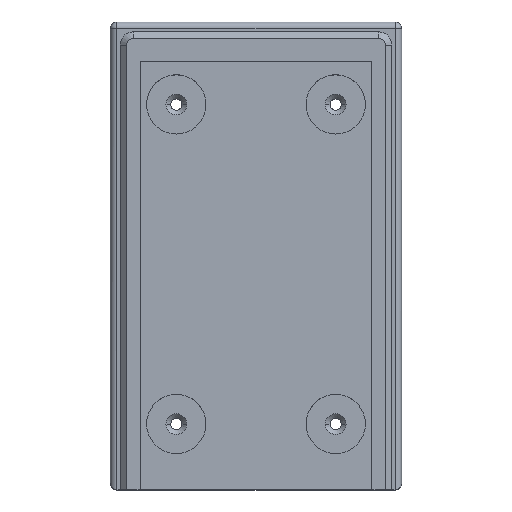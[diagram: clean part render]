
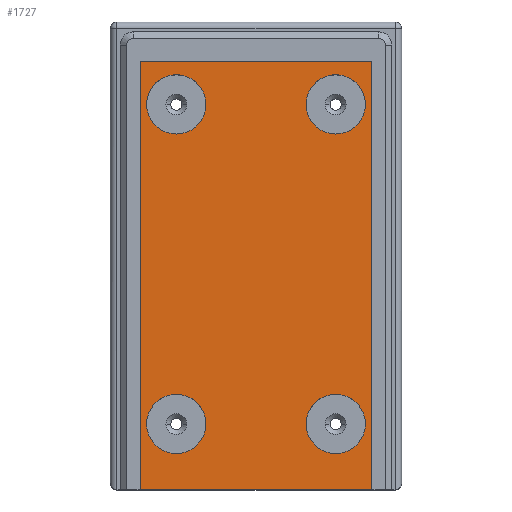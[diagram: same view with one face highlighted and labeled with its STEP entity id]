
A CAD part, top view. The second image highlights one B-rep face of the part: STEP entity #1727.
In plain terms, the highlighted planar face has unit normal (0, 0, 1).
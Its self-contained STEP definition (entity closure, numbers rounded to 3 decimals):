
#2 = CARTESIAN_POINT ( 'NONE',  ( 38.2, 137.964, 0. ) ) ;
#17 = AXIS2_PLACEMENT_3D ( 'NONE', #1410, #2143, #111 ) ;
#41 = ORIENTED_EDGE ( 'NONE', *, *, #110, .F. ) ;
#110 = EDGE_CURVE ( 'NONE', #2405, #430, #1496, .T. ) ;
#111 = DIRECTION ( 'NONE',  ( 1., 0., 0. ) ) ;
#145 = FACE_BOUND ( 'NONE', #2044, .T. ) ;
#146 = CARTESIAN_POINT ( 'NONE',  ( 38.2, 61.505, 0. ) ) ;
#157 = PLANE ( 'NONE',  #750 ) ;
#165 = DIRECTION ( 'NONE',  ( 0., 0., 1. ) ) ;
#169 = CARTESIAN_POINT ( 'NONE',  ( -24.2, 48.495, 0. ) ) ;
#175 = CARTESIAN_POINT ( 'NONE',  ( 33.2, 48.495, 0. ) ) ;
#186 = DIRECTION ( 'NONE',  ( 0., 0., 1. ) ) ;
#265 = EDGE_CURVE ( 'NONE', #1398, #1247, #1890, .T. ) ;
#307 = ORIENTED_EDGE ( 'NONE', *, *, #567, .F. ) ;
#329 = EDGE_CURVE ( 'NONE', #770, #718, #597, .T. ) ;
#368 = EDGE_LOOP ( 'NONE', ( #569, #1336 ) ) ;
#393 = AXIS2_PLACEMENT_3D ( 'NONE', #566, #165, #905 ) ;
#406 = AXIS2_PLACEMENT_3D ( 'NONE', #1210, #2335, #1405 ) ;
#409 = AXIS2_PLACEMENT_3D ( 'NONE', #169, #2194, #492 ) ;
#426 = ORIENTED_EDGE ( 'NONE', *, *, #1561, .F. ) ;
#430 = VERTEX_POINT ( 'NONE', #818 ) ;
#492 = DIRECTION ( 'NONE',  ( 1., 0., 0. ) ) ;
#538 = EDGE_CURVE ( 'NONE', #2379, #553, #1373, .T. ) ;
#553 = VERTEX_POINT ( 'NONE', #175 ) ;
#566 = CARTESIAN_POINT ( 'NONE',  ( 24.2, 48.495, 0. ) ) ;
#567 = EDGE_CURVE ( 'NONE', #943, #1736, #908, .T. ) ;
#569 = ORIENTED_EDGE ( 'NONE', *, *, #1474, .F. ) ;
#597 = CIRCLE ( 'NONE', #2160, 9. ) ;
#606 = CARTESIAN_POINT ( 'NONE',  ( 0., 61.505, 0. ) ) ;
#612 = CARTESIAN_POINT ( 'NONE',  ( 15.2, 48.495, 0. ) ) ;
#651 = DIRECTION ( 'NONE',  ( 0., -1., 0. ) ) ;
#702 = LINE ( 'NONE', #896, #1873 ) ;
#706 = DIRECTION ( 'NONE',  ( 0., 0., 1. ) ) ;
#718 = VERTEX_POINT ( 'NONE', #1681 ) ;
#728 = ORIENTED_EDGE ( 'NONE', *, *, #265, .F. ) ;
#750 = AXIS2_PLACEMENT_3D ( 'NONE', #874, #2363, #2344 ) ;
#770 = VERTEX_POINT ( 'NONE', #946 ) ;
#818 = CARTESIAN_POINT ( 'NONE',  ( -33.2, 48.495, 0. ) ) ;
#825 = CARTESIAN_POINT ( 'NONE',  ( 38.2, -68.495, 0. ) ) ;
#836 = ORIENTED_EDGE ( 'NONE', *, *, #2192, .F. ) ;
#861 = FACE_BOUND ( 'NONE', #1971, .T. ) ;
#874 = CARTESIAN_POINT ( 'NONE',  ( -42.2, -66.495, 0. ) ) ;
#875 = CARTESIAN_POINT ( 'NONE',  ( 24.2, -48.495, 0. ) ) ;
#896 = CARTESIAN_POINT ( 'NONE',  ( -38.2, -68.495, 0. ) ) ;
#901 = EDGE_CURVE ( 'NONE', #1609, #2045, #2148, .T. ) ;
#902 = VECTOR ( 'NONE', #2095, 1000. ) ;
#905 = DIRECTION ( 'NONE',  ( 1., 0., 0. ) ) ;
#908 = CIRCLE ( 'NONE', #2075, 9. ) ;
#929 = EDGE_CURVE ( 'NONE', #1736, #943, #941, .T. ) ;
#941 = CIRCLE ( 'NONE', #406, 9. ) ;
#943 = VERTEX_POINT ( 'NONE', #1438 ) ;
#946 = CARTESIAN_POINT ( 'NONE',  ( 15.2, -48.495, 0. ) ) ;
#947 = DIRECTION ( 'NONE',  ( 0., -1., 0. ) ) ;
#1051 = FACE_BOUND ( 'NONE', #368, .T. ) ;
#1056 = AXIS2_PLACEMENT_3D ( 'NONE', #875, #1624, #2364 ) ;
#1059 = VECTOR ( 'NONE', #651, 1000. ) ;
#1100 = AXIS2_PLACEMENT_3D ( 'NONE', #1810, #186, #1628 ) ;
#1161 = CARTESIAN_POINT ( 'NONE',  ( 24.2, -48.495, 0. ) ) ;
#1206 = CARTESIAN_POINT ( 'NONE',  ( -38.2, 61.505, 0. ) ) ;
#1210 = CARTESIAN_POINT ( 'NONE',  ( -24.2, -48.495, 0. ) ) ;
#1212 = CARTESIAN_POINT ( 'NONE',  ( -15.2, 48.495, 0. ) ) ;
#1216 = DIRECTION ( 'NONE',  ( -1., 0., 0. ) ) ;
#1245 = CARTESIAN_POINT ( 'NONE',  ( -38.2, -68.495, 0. ) ) ;
#1247 = VERTEX_POINT ( 'NONE', #825 ) ;
#1248 = CARTESIAN_POINT ( 'NONE',  ( -33.2, -48.495, 0. ) ) ;
#1291 = CIRCLE ( 'NONE', #1056, 9. ) ;
#1336 = ORIENTED_EDGE ( 'NONE', *, *, #329, .F. ) ;
#1337 = VECTOR ( 'NONE', #947, 1000. ) ;
#1348 = EDGE_CURVE ( 'NONE', #430, #2405, #1454, .T. ) ;
#1373 = CIRCLE ( 'NONE', #1100, 9. ) ;
#1398 = VERTEX_POINT ( 'NONE', #146 ) ;
#1403 = EDGE_LOOP ( 'NONE', ( #41, #1987 ) ) ;
#1405 = DIRECTION ( 'NONE',  ( 1., 0., 0. ) ) ;
#1410 = CARTESIAN_POINT ( 'NONE',  ( -24.2, 48.495, 0. ) ) ;
#1438 = CARTESIAN_POINT ( 'NONE',  ( -15.2, -48.495, 0. ) ) ;
#1454 = CIRCLE ( 'NONE', #409, 9. ) ;
#1474 = EDGE_CURVE ( 'NONE', #718, #770, #1291, .T. ) ;
#1486 = ORIENTED_EDGE ( 'NONE', *, *, #1750, .F. ) ;
#1496 = CIRCLE ( 'NONE', #17, 9. ) ;
#1504 = ORIENTED_EDGE ( 'NONE', *, *, #929, .F. ) ;
#1506 = DIRECTION ( 'NONE',  ( 1., 0., 0. ) ) ;
#1561 = EDGE_CURVE ( 'NONE', #1609, #1398, #2282, .T. ) ;
#1609 = VERTEX_POINT ( 'NONE', #1206 ) ;
#1624 = DIRECTION ( 'NONE',  ( 0., 0., 1. ) ) ;
#1628 = DIRECTION ( 'NONE',  ( 1., 0., 0. ) ) ;
#1681 = CARTESIAN_POINT ( 'NONE',  ( 33.2, -48.495, 0. ) ) ;
#1714 = CIRCLE ( 'NONE', #393, 9. ) ;
#1727 = ADVANCED_FACE ( 'NONE', ( #861, #1051, #145, #1963, #1803 ), #157, .F. ) ;
#1736 = VERTEX_POINT ( 'NONE', #1248 ) ;
#1750 = EDGE_CURVE ( 'NONE', #1247, #2045, #702, .T. ) ;
#1803 = FACE_OUTER_BOUND ( 'NONE', #2329, .T. ) ;
#1810 = CARTESIAN_POINT ( 'NONE',  ( 24.2, 48.495, 0. ) ) ;
#1873 = VECTOR ( 'NONE', #1216, 1000. ) ;
#1890 = LINE ( 'NONE', #2, #1337 ) ;
#1911 = ORIENTED_EDGE ( 'NONE', *, *, #901, .T. ) ;
#1932 = CARTESIAN_POINT ( 'NONE',  ( -38.2, 137.964, 0. ) ) ;
#1963 = FACE_BOUND ( 'NONE', #1403, .T. ) ;
#1971 = EDGE_LOOP ( 'NONE', ( #307, #1504 ) ) ;
#1987 = ORIENTED_EDGE ( 'NONE', *, *, #1348, .F. ) ;
#1990 = DIRECTION ( 'NONE',  ( 1., 0., 0. ) ) ;
#2002 = ORIENTED_EDGE ( 'NONE', *, *, #538, .F. ) ;
#2044 = EDGE_LOOP ( 'NONE', ( #836, #2002 ) ) ;
#2045 = VERTEX_POINT ( 'NONE', #1245 ) ;
#2075 = AXIS2_PLACEMENT_3D ( 'NONE', #2184, #706, #1990 ) ;
#2095 = DIRECTION ( 'NONE',  ( 1., 0., 0. ) ) ;
#2143 = DIRECTION ( 'NONE',  ( 0., 0., 1. ) ) ;
#2148 = LINE ( 'NONE', #1932, #1059 ) ;
#2160 = AXIS2_PLACEMENT_3D ( 'NONE', #1161, #2228, #1506 ) ;
#2184 = CARTESIAN_POINT ( 'NONE',  ( -24.2, -48.495, 0. ) ) ;
#2192 = EDGE_CURVE ( 'NONE', #553, #2379, #1714, .T. ) ;
#2194 = DIRECTION ( 'NONE',  ( 0., 0., 1. ) ) ;
#2228 = DIRECTION ( 'NONE',  ( 0., 0., 1. ) ) ;
#2282 = LINE ( 'NONE', #606, #902 ) ;
#2329 = EDGE_LOOP ( 'NONE', ( #728, #426, #1911, #1486 ) ) ;
#2335 = DIRECTION ( 'NONE',  ( 0., 0., 1. ) ) ;
#2344 = DIRECTION ( 'NONE',  ( -1., 0., 0. ) ) ;
#2363 = DIRECTION ( 'NONE',  ( 0., 0., -1. ) ) ;
#2364 = DIRECTION ( 'NONE',  ( 1., 0., 0. ) ) ;
#2379 = VERTEX_POINT ( 'NONE', #612 ) ;
#2405 = VERTEX_POINT ( 'NONE', #1212 ) ;
